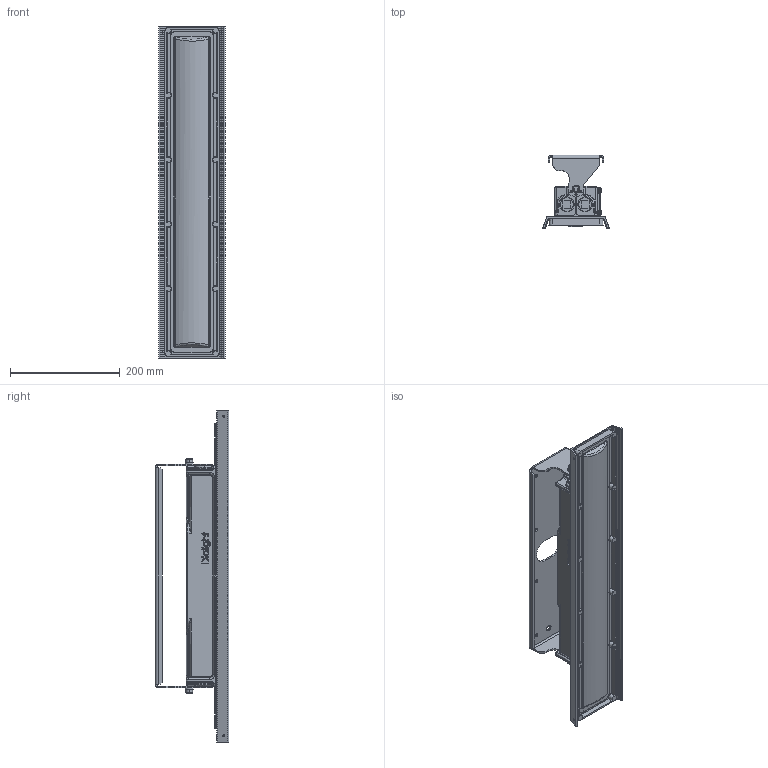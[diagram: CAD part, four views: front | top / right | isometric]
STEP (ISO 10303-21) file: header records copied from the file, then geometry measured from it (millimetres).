
FILE_DESCRIPTION((''),'2;1');
FILE_NAME('8800HZL030100_BMCD-SW_ASM','2014-06-26T',('leibw'),(''),'PRO/ENGINEER BY PARAMETRIC TECHNOLOGY CORPORATION, 2014000','PRO/ENGINEER BY PARAMETRIC TECHNOLOGY CORPORATION, 2014000','');
FILE_SCHEMA(('CONFIG_CONTROL_DESIGN'));
Length unit declared in the file: inch
Products named in the file (19): 3950HZL001311; 3950HZL002300; 8800HZL014X00X_BMCD_ASM; 5000HZL001203; 5000HZL001200; 4750HZL000300; 6000HZL001600; 5000HZL001204; 3050HZL002300; LOCHWASHER_SPLIT_NO_8; 6000HZL001700; 9100117062099_FLAT; 9100117218599_2FT_ASM; 6000HZL002300; 6200860000103; 1800HZL001700; LOCHWASHER_SPLIT_NO_5-16; SCREW_SHCS_5-16X750; 8800HZL030100_BMCD-SW_ASM
Assembly tree (59 placements, depth 3):
  8800HZL030100_BMCD-SW_ASM
    3950HZL001311
    8800HZL014X00X_BMCD_ASM
      3950HZL002300
    5000HZL001203
    5000HZL001200
    4750HZL000300
    6000HZL001600  x12
    5000HZL001204  x2
    3050HZL002300  x2
    LOCHWASHER_SPLIT_NO_8  x8
    6000HZL001700  x8
    9100117218599_2FT_ASM
      9100117062099_FLAT  x2
    6000HZL002300  x8
    6200860000103  x4
    1800HZL001700
    LOCHWASHER_SPLIT_NO_5-16  x3
    SCREW_SHCS_5-16X750  x2
Bounding box: 120.54 x 133.77 x 604.82 mm (x, y, z)
Volume: 1340640.5 mm3; surface area: 734785.1 mm2
Topology: 57 solids, 65 shells, 4243 faces, 9964 edges, 5978 vertices
Faces by surface type: cylinder 1449, plane 1092, bspline 860, cone 480, torus 286, sphere 76
Entity records: 79340 total; most frequent: CARTESIAN_POINT 29197, ORIENTED_EDGE 10470, DIRECTION 10295, EDGE_CURVE 5237, AXIS2_PLACEMENT_3D 3991, VERTEX_POINT 3172, EDGE_LOOP 2403, VECTOR 2313
